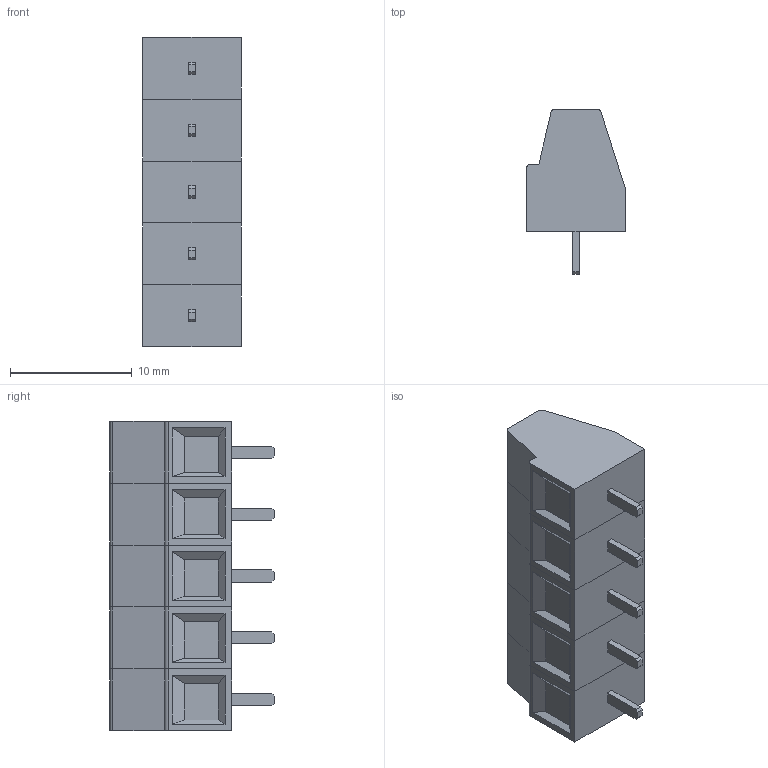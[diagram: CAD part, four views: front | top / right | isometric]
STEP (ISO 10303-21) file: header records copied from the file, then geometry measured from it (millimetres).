
FILE_DESCRIPTION(('FreeCAD Model'),'2;1');
FILE_NAME('MKDSN_1.5_5_5.08.stp','2014-10-30T19:03:41',('FreeCAD'),('FreeCAD'), 'Open CASCADE STEP processor 6.6','FreeCAD','Unknown');
FILE_SCHEMA(('AUTOMOTIVE_DESIGN_CC2 { 1 2 10303 214 -1 1 5 4 }'));
Length unit declared in the file: millimetre
Products named in the file (2): Array; Array001
Bounding box: 8.1 x 13.5 x 25.4 mm (x, y, z)
Volume: 1681.3 mm3; surface area: 1730.9 mm2
Topology: 15 solids, 15 shells, 170 faces, 390 edges, 260 vertices
Faces by surface type: plane 125, cylinder 25, bspline 20
Full cylindrical faces by diameter (mm): 3 x10
Entity records: 10060 total; most frequent: CARTESIAN_POINT 1971, DIRECTION 1457, LINE 990, VECTOR 990, ORIENTED_EDGE 780, PCURVE 780, DEFINITIONAL_REPRESENTATION 780, EDGE_CURVE 390
